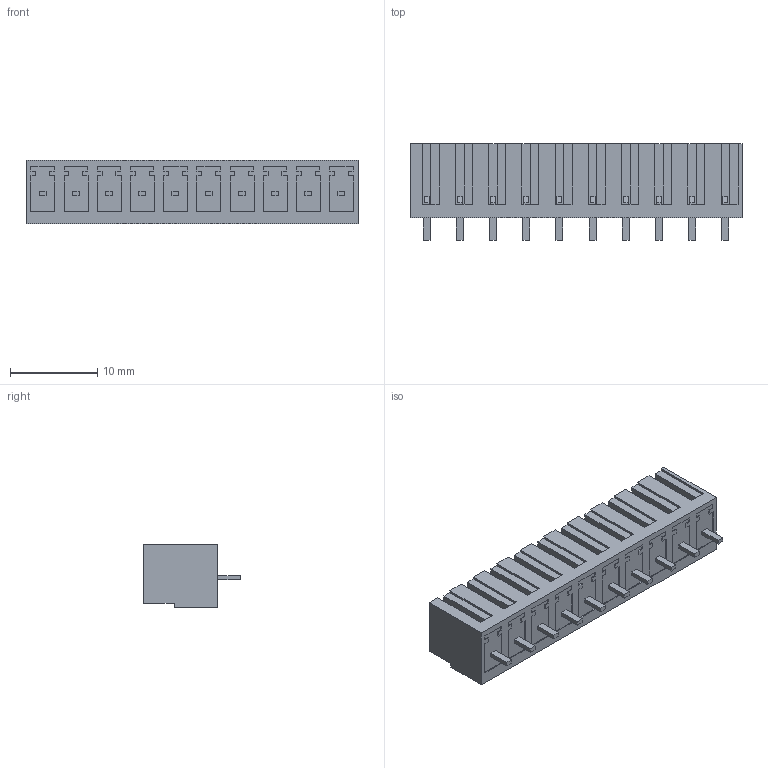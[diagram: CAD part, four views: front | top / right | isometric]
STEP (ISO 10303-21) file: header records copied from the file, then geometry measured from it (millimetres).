
FILE_DESCRIPTION((''),'2;1');
FILE_NAME('C-1-1776113-0','2016-07-06T',('workeradm'),('Tyco Electronics Ltd.'),'CREO PARAMETRIC BY PTC INC, 2016050','CREO PARAMETRIC BY PTC INC, 2016050','');
FILE_SCHEMA(('AUTOMOTIVE_DESIGN { 1 0 10303 214 1 1 1 1 }'));
Length unit declared in the file: millimetre
Products named in the file (1): C-1-1776113-0
Bounding box: 38.1 x 11.1 x 7.3 mm (x, y, z)
Volume: 2046.6 mm3; surface area: 1759.3 mm2
Topology: 11 solids, 11 shells, 462 faces, 1228 edges, 818 vertices
Faces by surface type: plane 398, cylinder 60, bspline 4
Entity records: 14453 total; most frequent: CARTESIAN_POINT 2841, ORIENTED_EDGE 2456, DIRECTION 2178, EDGE_CURVE 1228, VECTOR 1018, LINE 1018, VERTEX_POINT 818, AXIS2_PLACEMENT_3D 580
